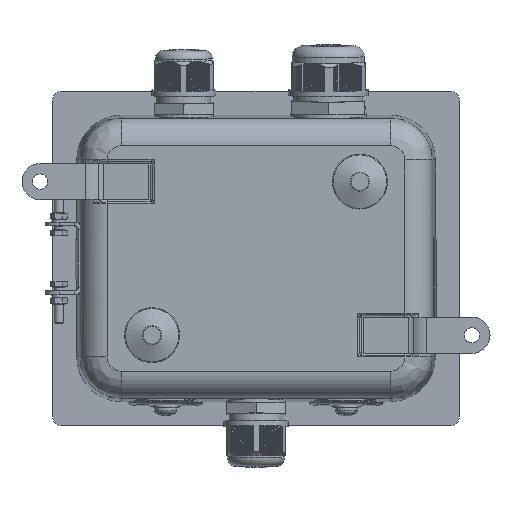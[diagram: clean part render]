
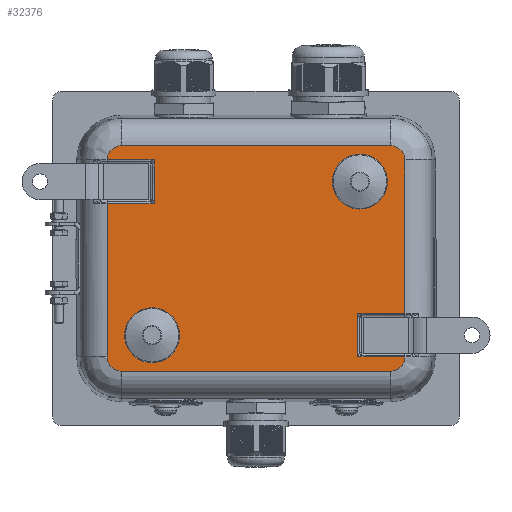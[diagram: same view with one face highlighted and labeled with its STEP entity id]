
A CAD part, front view. The second image highlights one B-rep face of the part: STEP entity #32376.
In plain terms, the highlighted planar face has unit normal (0, -1, 0).
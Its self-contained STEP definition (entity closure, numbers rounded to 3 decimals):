
#2966=LINE('',#48451,#5379);
#2967=LINE('',#48483,#5380);
#2972=LINE('',#48509,#5385);
#2976=LINE('',#48535,#5389);
#2982=LINE('',#48649,#5395);
#2988=LINE('',#48740,#5401);
#2992=LINE('',#48785,#5405);
#2997=LINE('',#48855,#5410);
#2998=LINE('',#48858,#5411);
#3000=LINE('',#48909,#5413);
#5379=VECTOR('',#37824,10.);
#5380=VECTOR('',#37841,10.);
#5385=VECTOR('',#37852,10.);
#5389=VECTOR('',#37868,10.);
#5395=VECTOR('',#37902,10.);
#5401=VECTOR('',#37936,10.);
#5405=VECTOR('',#37960,10.);
#5410=VECTOR('',#37989,10.);
#5411=VECTOR('',#37994,10.);
#5413=VECTOR('',#38032,10.);
#7177=FACE_BOUND('',#9441,.T.);
#7178=FACE_BOUND('',#9442,.T.);
#7684=FACE_OUTER_BOUND('',#9440,.T.);
#9440=EDGE_LOOP('',(#22116,#22117,#22118,#22119,#22120,#22121,#22122,#22123,
#22124,#22125,#22126,#22127,#22128,#22129));
#9441=EDGE_LOOP('',(#22130));
#9442=EDGE_LOOP('',(#22131));
#10909=CIRCLE('',#34120,7.896);
#10913=CIRCLE('',#34124,7.896);
#10918=CIRCLE('',#34130,7.896);
#10921=CIRCLE('',#34133,7.896);
#10959=CIRCLE('',#34207,15.194);
#10963=CIRCLE('',#34214,15.194);
#12471=VERTEX_POINT('',#48422);
#12473=VERTEX_POINT('',#48426);
#12474=VERTEX_POINT('',#48438);
#12477=VERTEX_POINT('',#48443);
#12479=VERTEX_POINT('',#48449);
#12482=VERTEX_POINT('',#48465);
#12483=VERTEX_POINT('',#48477);
#12484=VERTEX_POINT('',#48479);
#12490=VERTEX_POINT('',#48508);
#12496=VERTEX_POINT('',#48532);
#12508=VERTEX_POINT('',#48641);
#12510=VERTEX_POINT('',#48646);
#12522=VERTEX_POINT('',#48737);
#12532=VERTEX_POINT('',#48853);
#12536=VERTEX_POINT('',#48898);
#12539=VERTEX_POINT('',#48910);
#16016=EDGE_CURVE('',#12473,#12471,#10909,.T.);
#16020=EDGE_CURVE('',#12477,#12474,#10913,.T.);
#16023=EDGE_CURVE('',#12479,#12477,#2966,.T.);
#16027=EDGE_CURVE('',#12482,#12479,#10918,.T.);
#16030=EDGE_CURVE('',#12484,#12483,#10921,.T.);
#16031=EDGE_CURVE('',#12471,#12484,#2967,.T.);
#16039=EDGE_CURVE('',#12483,#12490,#2972,.T.);
#16049=EDGE_CURVE('',#12496,#12490,#2976,.T.);
#16070=EDGE_CURVE('',#12508,#12510,#2982,.T.);
#16088=EDGE_CURVE('',#12522,#12482,#2988,.T.);
#16099=EDGE_CURVE('',#12496,#12522,#2992,.T.);
#16111=EDGE_CURVE('',#12510,#12532,#2997,.T.);
#16113=EDGE_CURVE('',#12473,#12532,#2998,.T.);
#16121=EDGE_CURVE('',#12536,#12536,#10959,.T.);
#16125=EDGE_CURVE('',#12474,#12508,#3000,.T.);
#16126=EDGE_CURVE('',#12539,#12539,#10963,.T.);
#22116=ORIENTED_EDGE('',*,*,#16113,.T.);
#22117=ORIENTED_EDGE('',*,*,#16111,.F.);
#22118=ORIENTED_EDGE('',*,*,#16070,.F.);
#22119=ORIENTED_EDGE('',*,*,#16125,.F.);
#22120=ORIENTED_EDGE('',*,*,#16020,.F.);
#22121=ORIENTED_EDGE('',*,*,#16023,.F.);
#22122=ORIENTED_EDGE('',*,*,#16027,.F.);
#22123=ORIENTED_EDGE('',*,*,#16088,.F.);
#22124=ORIENTED_EDGE('',*,*,#16099,.F.);
#22125=ORIENTED_EDGE('',*,*,#16049,.T.);
#22126=ORIENTED_EDGE('',*,*,#16039,.F.);
#22127=ORIENTED_EDGE('',*,*,#16030,.F.);
#22128=ORIENTED_EDGE('',*,*,#16031,.F.);
#22129=ORIENTED_EDGE('',*,*,#16016,.F.);
#22130=ORIENTED_EDGE('',*,*,#16121,.F.);
#22131=ORIENTED_EDGE('',*,*,#16126,.F.);
#29556=PLANE('',#34213);
#32376=ADVANCED_FACE('',(#7684,#7177,#7178),#29556,.T.);
#34120=AXIS2_PLACEMENT_3D('',#48428,#37809,#37810);
#34124=AXIS2_PLACEMENT_3D('',#48445,#37817,#37818);
#34130=AXIS2_PLACEMENT_3D('',#48467,#37831,#37832);
#34133=AXIS2_PLACEMENT_3D('',#48481,#37837,#37838);
#34207=AXIS2_PLACEMENT_3D('',#48900,#38018,#38019);
#34213=AXIS2_PLACEMENT_3D('',#48908,#38030,#38031);
#34214=AXIS2_PLACEMENT_3D('',#48911,#38033,#38034);
#37809=DIRECTION('center_axis',(0.,1.,0.));
#37810=DIRECTION('ref_axis',(0.707,0.,-0.707));
#37817=DIRECTION('center_axis',(0.,1.,0.));
#37818=DIRECTION('ref_axis',(0.707,0.,0.707));
#37824=DIRECTION('',(1.,0.,0.));
#37831=DIRECTION('center_axis',(0.,1.,0.));
#37832=DIRECTION('ref_axis',(-0.707,0.,0.707));
#37837=DIRECTION('center_axis',(0.,1.,0.));
#37838=DIRECTION('ref_axis',(-0.707,0.,-0.707));
#37841=DIRECTION('',(-1.,0.,0.));
#37852=DIRECTION('',(0.,0.,1.));
#37868=DIRECTION('',(-1.,0.,0.));
#37902=DIRECTION('',(-1.,0.,0.));
#37936=DIRECTION('',(-1.,0.,0.));
#37960=DIRECTION('',(0.,0.,1.));
#37989=DIRECTION('',(0.,0.,-1.));
#37994=DIRECTION('',(-1.,0.,0.));
#38018=DIRECTION('center_axis',(0.,-1.,0.));
#38019=DIRECTION('ref_axis',(1.,0.,0.));
#38030=DIRECTION('center_axis',(0.,-1.,0.));
#38031=DIRECTION('ref_axis',(-1.,0.,0.));
#38032=DIRECTION('',(0.,0.,-1.));
#38033=DIRECTION('center_axis',(0.,-1.,0.));
#38034=DIRECTION('ref_axis',(1.,0.,0.));
#48422=CARTESIAN_POINT('',(74.5,4.,-62.396));
#48426=CARTESIAN_POINT('',(82.396,4.,-54.5));
#48428=CARTESIAN_POINT('Origin',(74.5,4.,-54.5));
#48438=CARTESIAN_POINT('',(82.396,4.,54.5));
#48443=CARTESIAN_POINT('',(74.5,4.,62.396));
#48445=CARTESIAN_POINT('Origin',(74.5,4.,54.5));
#48449=CARTESIAN_POINT('',(-74.5,4.,62.396));
#48451=CARTESIAN_POINT('',(-37.25,4.,62.396));
#48465=CARTESIAN_POINT('',(-82.396,4.,54.5));
#48467=CARTESIAN_POINT('Origin',(-74.5,4.,54.5));
#48477=CARTESIAN_POINT('',(-82.396,4.,-54.5));
#48479=CARTESIAN_POINT('',(-74.5,4.,-62.396));
#48481=CARTESIAN_POINT('Origin',(-74.5,4.,-54.5));
#48483=CARTESIAN_POINT('',(37.25,4.,-62.396));
#48508=CARTESIAN_POINT('',(-82.396,4.,30.5));
#48509=CARTESIAN_POINT('',(-82.396,4.,-27.25));
#48532=CARTESIAN_POINT('',(-56.396,4.,30.5));
#48535=CARTESIAN_POINT('',(-53.698,4.,30.5));
#48641=CARTESIAN_POINT('',(82.396,4.,-30.5));
#48646=CARTESIAN_POINT('',(56.396,4.,-30.5));
#48649=CARTESIAN_POINT('',(53.698,4.,-30.5));
#48737=CARTESIAN_POINT('',(-56.396,4.,54.5));
#48740=CARTESIAN_POINT('',(-28.698,4.,54.5));
#48785=CARTESIAN_POINT('',(-56.396,4.,15.75));
#48853=CARTESIAN_POINT('',(56.396,4.,-54.5));
#48855=CARTESIAN_POINT('',(56.396,4.,-15.75));
#48858=CARTESIAN_POINT('',(28.698,4.,-54.5));
#48898=CARTESIAN_POINT('',(42.301,4.,42.5));
#48900=CARTESIAN_POINT('Origin',(57.496,4.,42.5));
#48908=CARTESIAN_POINT('Origin',(0.,4.,
0.));
#48909=CARTESIAN_POINT('',(82.396,4.,27.25));
#48910=CARTESIAN_POINT('',(-72.69,4.,-42.5));
#48911=CARTESIAN_POINT('Origin',(-57.496,4.,-42.5));
